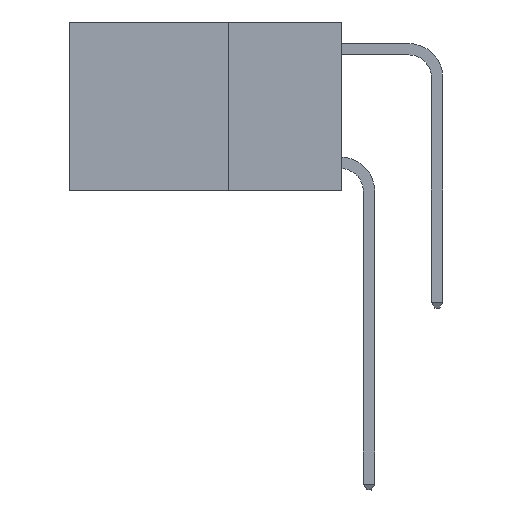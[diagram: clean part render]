
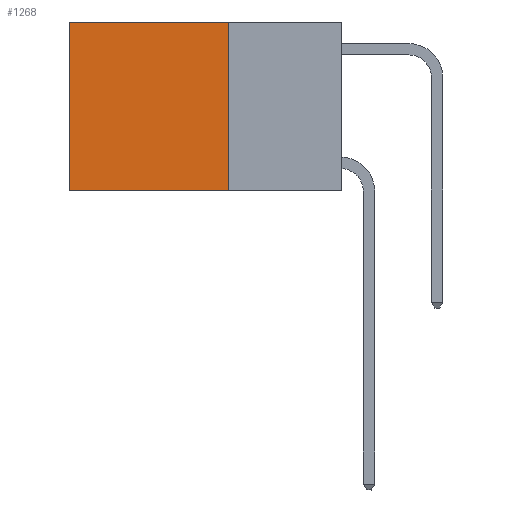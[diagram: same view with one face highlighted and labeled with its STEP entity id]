
A CAD part, left-side view. The second image highlights one B-rep face of the part: STEP entity #1268.
In plain terms, the highlighted planar face has unit normal (-1, 0, 0).
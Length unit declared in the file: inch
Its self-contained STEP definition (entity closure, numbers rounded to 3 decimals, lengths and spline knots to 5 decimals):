
#392 = LINE ( 'NONE', #8526, #3691 ) ;
#471 = VERTEX_POINT ( 'NONE', #1377 ) ;
#1182 = PLANE ( 'NONE',  #12445 ) ;
#1268 = ADVANCED_FACE ( 'NONE', ( #10445 ), #1182, .F. ) ;
#1377 = CARTESIAN_POINT ( 'NONE',  ( 0.2625, 0.25, 0. ) ) ;
#1926 = DIRECTION ( 'NONE',  ( 0., 0., -1. ) ) ;
#2324 = DIRECTION ( 'NONE',  ( 1., 0., 0. ) ) ;
#3393 = EDGE_CURVE ( 'NONE', #12692, #11195, #9804, .T. ) ;
#3691 = VECTOR ( 'NONE', #7289, 39.37008 ) ;
#3848 = VECTOR ( 'NONE', #6219, 39.37008 ) ;
#4716 = CARTESIAN_POINT ( 'NONE',  ( 0.2625, 0.6, 0. ) ) ;
#5310 = EDGE_LOOP ( 'NONE', ( #13052, #6637, #8326, #12850 ) ) ;
#5408 = VERTEX_POINT ( 'NONE', #4716 ) ;
#6219 = DIRECTION ( 'NONE',  ( 0., 1., 0. ) ) ;
#6444 = CARTESIAN_POINT ( 'NONE',  ( 0.2625, 0.25, -0.37 ) ) ;
#6637 = ORIENTED_EDGE ( 'NONE', *, *, #3393, .F. ) ;
#6706 = DIRECTION ( 'NONE',  ( 0., 0., -1. ) ) ;
#6844 = EDGE_CURVE ( 'NONE', #5408, #11195, #392, .T. ) ;
#7289 = DIRECTION ( 'NONE',  ( 0., 0., -1. ) ) ;
#7512 = LINE ( 'NONE', #12393, #11760 ) ;
#7925 = EDGE_CURVE ( 'NONE', #471, #12692, #12640, .T. ) ;
#8326 = ORIENTED_EDGE ( 'NONE', *, *, #7925, .F. ) ;
#8526 = CARTESIAN_POINT ( 'NONE',  ( 0.2625, 0.6, 0. ) ) ;
#8952 = CARTESIAN_POINT ( 'NONE',  ( 0.2625, 0.25, -0.37 ) ) ;
#9044 = DIRECTION ( 'NONE',  ( 0., 1., 0. ) ) ;
#9122 = VECTOR ( 'NONE', #1926, 39.37008 ) ;
#9150 = CARTESIAN_POINT ( 'NONE',  ( 0.2625, 0.25, 0. ) ) ;
#9770 = CARTESIAN_POINT ( 'NONE',  ( 0.2625, 0.6, -0.37 ) ) ;
#9804 = LINE ( 'NONE', #6444, #3848 ) ;
#10445 = FACE_OUTER_BOUND ( 'NONE', #5310, .T. ) ;
#11195 = VERTEX_POINT ( 'NONE', #9770 ) ;
#11760 = VECTOR ( 'NONE', #9044, 39.37008 ) ;
#12393 = CARTESIAN_POINT ( 'NONE',  ( 0.2625, 0.25, 0. ) ) ;
#12445 = AXIS2_PLACEMENT_3D ( 'NONE', #12591, #2324, #6706 ) ;
#12591 = CARTESIAN_POINT ( 'NONE',  ( 0.2625, 0.25, 0. ) ) ;
#12640 = LINE ( 'NONE', #9150, #9122 ) ;
#12692 = VERTEX_POINT ( 'NONE', #8952 ) ;
#12850 = ORIENTED_EDGE ( 'NONE', *, *, #13946, .T. ) ;
#13052 = ORIENTED_EDGE ( 'NONE', *, *, #6844, .T. ) ;
#13946 = EDGE_CURVE ( 'NONE', #471, #5408, #7512, .T. ) ;
